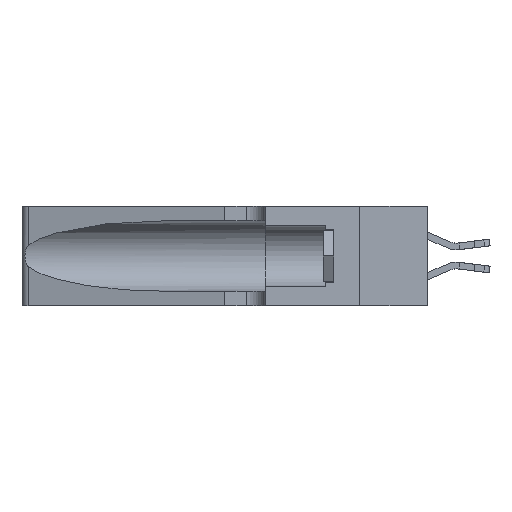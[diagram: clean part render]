
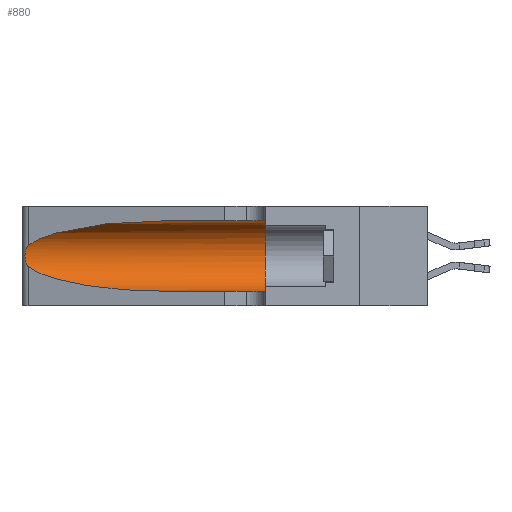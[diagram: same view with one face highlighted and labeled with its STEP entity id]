
A CAD part, left-side view. The second image highlights one B-rep face of the part: STEP entity #880.
In plain terms, the highlighted cylindrical face has radius 3.308 mm (diameter 6.617 mm), a partial arc.
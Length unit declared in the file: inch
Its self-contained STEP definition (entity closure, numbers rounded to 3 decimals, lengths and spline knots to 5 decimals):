
#158 = CARTESIAN_POINT ( 'NONE',  ( 0.25555, 1.22993, 0.14849 ) ) ;
#217 = VECTOR ( 'NONE', #13640, 39.37008 ) ;
#743 = EDGE_CURVE ( 'NONE', #13818, #1685, #1217, .T. ) ;
#865 = CARTESIAN_POINT ( 'NONE',  ( 0.18966, 0.96281, 0.05475 ) ) ;
#880 = ADVANCED_FACE ( 'NONE', ( #2329 ), #18480, .F. ) ;
#1133 = DIRECTION ( 'NONE',  ( 0., -1., 0. ) ) ;
#1217 = LINE ( 'NONE', #7010, #11557 ) ;
#1444 =( BOUNDED_CURVE ( )  B_SPLINE_CURVE ( 3, ( #2425, #2175, #865, #12360 ),
 .UNSPECIFIED., .F., .F. ) 
 B_SPLINE_CURVE_WITH_KNOTS ( ( 4, 4 ),
 ( 3.44316, 4.71239 ),
 .UNSPECIFIED. ) 
 CURVE ( )  GEOMETRIC_REPRESENTATION_ITEM ( )  RATIONAL_B_SPLINE_CURVE ( ( 1., 0.87, 0.87, 1. ) ) 
 REPRESENTATION_ITEM ( '' )  );
#1510 = DIRECTION ( 'NONE',  ( 0., 1., 0. ) ) ;
#1567 = AXIS2_PLACEMENT_3D ( 'NONE', #10130, #1510, #5876 ) ;
#1636 = CARTESIAN_POINT ( 'NONE',  ( 0.26017, 1.23833, 0.17102 ) ) ;
#1641 = CARTESIAN_POINT ( 'NONE',  ( 0.1305, 0.72297, 0.31525 ) ) ;
#1685 = VERTEX_POINT ( 'NONE', #12999 ) ;
#2175 = CARTESIAN_POINT ( 'NONE',  ( 0.2373, 1.15595, 0.08982 ) ) ;
#2329 = FACE_OUTER_BOUND ( 'NONE', #5112, .T. ) ;
#2425 = CARTESIAN_POINT ( 'NONE',  ( 0.25487, 1.22718, 0.14631 ) ) ;
#3044 =( BOUNDED_CURVE ( )  B_SPLINE_CURVE ( 3, ( #15515, #16592, #8023, #12664 ),
 .UNSPECIFIED., .F., .T. ) 
 B_SPLINE_CURVE_WITH_KNOTS ( ( 4, 4 ),
 ( 1.5708, 2.84003 ),
 .UNSPECIFIED. ) 
 CURVE ( )  GEOMETRIC_REPRESENTATION_ITEM ( )  RATIONAL_B_SPLINE_CURVE ( ( 1., 0.87, 0.87, 1. ) ) 
 REPRESENTATION_ITEM ( '' )  );
#3346 = ORIENTED_EDGE ( 'NONE', *, *, #6397, .T. ) ;
#4246 = DIRECTION ( 'NONE',  ( 0., -1., 0. ) ) ;
#4367 = CARTESIAN_POINT ( 'NONE',  ( 0.25555, 1.22994, 0.2215 ) ) ;
#4488 = CARTESIAN_POINT ( 'NONE',  ( 0.1305, 0.72297, 0.05475 ) ) ;
#4492 = CARTESIAN_POINT ( 'NONE',  ( 0.25789, 1.23486, 0.15765 ) ) ;
#5112 = EDGE_LOOP ( 'NONE', ( #3346, #7844, #5938, #18384, #10836, #18440 ) ) ;
#5811 = CARTESIAN_POINT ( 'NONE',  ( 0.25854, 1.2359, 0.20912 ) ) ;
#5876 = DIRECTION ( 'NONE',  ( 0., 0., 1. ) ) ;
#5938 = ORIENTED_EDGE ( 'NONE', *, *, #11919, .T. ) ;
#6241 = CARTESIAN_POINT ( 'NONE',  ( 0.1305, 1.61858, 0.05475 ) ) ;
#6397 = EDGE_CURVE ( 'NONE', #13818, #16825, #3044, .T. ) ;
#7010 = CARTESIAN_POINT ( 'NONE',  ( 0.1305, 1.61858, 0.31525 ) ) ;
#7264 = CARTESIAN_POINT ( 'NONE',  ( 0.25639, 1.23184, 0.21858 ) ) ;
#7390 = CARTESIAN_POINT ( 'NONE',  ( 0.25787, 1.23484, 0.2124 ) ) ;
#7422 = LINE ( 'NONE', #6241, #217 ) ;
#7844 = ORIENTED_EDGE ( 'NONE', *, *, #12488, .T. ) ;
#8023 = CARTESIAN_POINT ( 'NONE',  ( 0.2373, 1.15595, 0.28018 ) ) ;
#10130 = CARTESIAN_POINT ( 'NONE',  ( 0.1305, 0.35, 0.185 ) ) ;
#10131 = CARTESIAN_POINT ( 'NONE',  ( 0.26075, 1.23896, 0.19203 ) ) ;
#10187 = CARTESIAN_POINT ( 'NONE',  ( 0.25487, 1.22718, 0.14631 ) ) ;
#10251 = CARTESIAN_POINT ( 'NONE',  ( 0.25856, 1.23593, 0.16098 ) ) ;
#10307 = CARTESIAN_POINT ( 'NONE',  ( 0.1305, 0.35, 0.05475 ) ) ;
#10329 = EDGE_CURVE ( 'NONE', #1685, #16279, #13803, .T. ) ;
#10471 = AXIS2_PLACEMENT_3D ( 'NONE', #14016, #1133, #14590 ) ;
#10836 = ORIENTED_EDGE ( 'NONE', *, *, #10329, .F. ) ;
#11521 = CARTESIAN_POINT ( 'NONE',  ( 0.25487, 1.22718, 0.22369 ) ) ;
#11557 = VECTOR ( 'NONE', #4246, 39.37008 ) ;
#11919 = EDGE_CURVE ( 'NONE', #12667, #14252, #1444, .T. ) ;
#12287 = B_SPLINE_CURVE_WITH_KNOTS ( 'NONE', 3,
 ( #11521, #4367, #7264, #7390, #5811, #15834, #10131, #14577, #1636, #10251, #4492, #17322, #158, #10187 ),
 .UNSPECIFIED., .F., .F.,
 ( 4, 2, 2, 2, 2, 2, 4 ),
 ( 0., 0.00027, 0.00053, 0.00107, 0.0016, 0.00187, 0.00214 ),
 .UNSPECIFIED. ) ;
#12360 = CARTESIAN_POINT ( 'NONE',  ( 0.1305, 0.72297, 0.05475 ) ) ;
#12488 = EDGE_CURVE ( 'NONE', #16825, #12667, #12287, .T. ) ;
#12664 = CARTESIAN_POINT ( 'NONE',  ( 0.25487, 1.22718, 0.22369 ) ) ;
#12667 = VERTEX_POINT ( 'NONE', #13576 ) ;
#12999 = CARTESIAN_POINT ( 'NONE',  ( 0.1305, 0.35, 0.31525 ) ) ;
#13576 = CARTESIAN_POINT ( 'NONE',  ( 0.25487, 1.22718, 0.14631 ) ) ;
#13640 = DIRECTION ( 'NONE',  ( 0., -1., 0. ) ) ;
#13803 = CIRCLE ( 'NONE', #1567, 0.13025 ) ;
#13818 = VERTEX_POINT ( 'NONE', #1641 ) ;
#14016 = CARTESIAN_POINT ( 'NONE',  ( 0.1305, 1.61858, 0.185 ) ) ;
#14252 = VERTEX_POINT ( 'NONE', #4488 ) ;
#14465 = EDGE_CURVE ( 'NONE', #14252, #16279, #7422, .T. ) ;
#14577 = CARTESIAN_POINT ( 'NONE',  ( 0.26075, 1.23896, 0.178 ) ) ;
#14590 = DIRECTION ( 'NONE',  ( 0., 0., -1. ) ) ;
#14611 = CARTESIAN_POINT ( 'NONE',  ( 0.25487, 1.22718, 0.22369 ) ) ;
#15515 = CARTESIAN_POINT ( 'NONE',  ( 0.1305, 0.72297, 0.31525 ) ) ;
#15834 = CARTESIAN_POINT ( 'NONE',  ( 0.26018, 1.23835, 0.19895 ) ) ;
#16279 = VERTEX_POINT ( 'NONE', #10307 ) ;
#16592 = CARTESIAN_POINT ( 'NONE',  ( 0.18966, 0.96281, 0.31525 ) ) ;
#16825 = VERTEX_POINT ( 'NONE', #14611 ) ;
#17322 = CARTESIAN_POINT ( 'NONE',  ( 0.25639, 1.23186, 0.15144 ) ) ;
#18384 = ORIENTED_EDGE ( 'NONE', *, *, #14465, .T. ) ;
#18440 = ORIENTED_EDGE ( 'NONE', *, *, #743, .F. ) ;
#18480 = CYLINDRICAL_SURFACE ( 'NONE', #10471, 0.13025 ) ;
